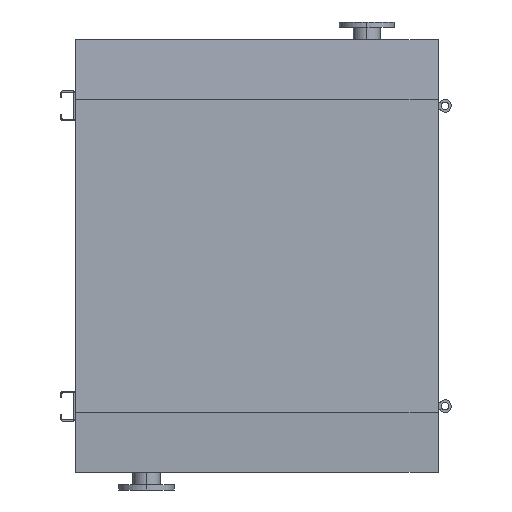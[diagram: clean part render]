
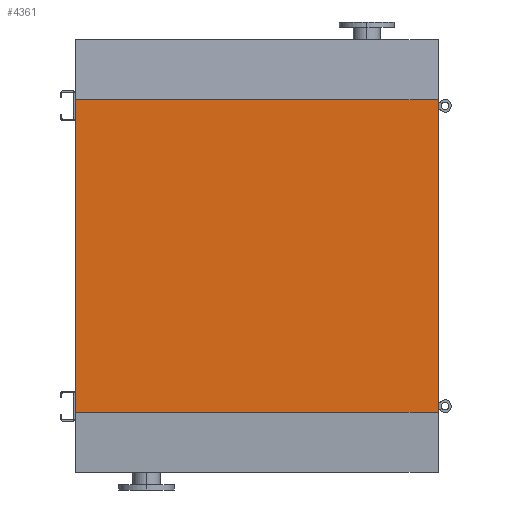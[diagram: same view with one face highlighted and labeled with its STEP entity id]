
A CAD part, front view. The second image highlights one B-rep face of the part: STEP entity #4361.
In plain terms, the highlighted planar face has unit normal (0, -1, 0).
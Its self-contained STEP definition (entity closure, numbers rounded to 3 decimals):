
#279 = VECTOR ( 'NONE', #4832, 1000. ) ;
#295 = EDGE_CURVE ( 'NONE', #6089, #3747, #2043, .T. ) ;
#385 = CARTESIAN_POINT ( 'NONE',  ( -725., 0., -1250. ) ) ;
#389 = LINE ( 'NONE', #2642, #279 ) ;
#405 = DIRECTION ( 'NONE',  ( 1., 0., 0. ) ) ;
#629 = ORIENTED_EDGE ( 'NONE', *, *, #295, .T. ) ;
#957 = CARTESIAN_POINT ( 'NONE',  ( -725., 0., 0. ) ) ;
#969 = EDGE_CURVE ( 'NONE', #6089, #6602, #3705, .T. ) ;
#1387 = ORIENTED_EDGE ( 'NONE', *, *, #969, .F. ) ;
#1471 = DIRECTION ( 'NONE',  ( 0., 0., 1. ) ) ;
#1511 = LINE ( 'NONE', #957, #3099 ) ;
#1796 = EDGE_CURVE ( 'NONE', #6602, #6854, #1511, .T. ) ;
#1798 = EDGE_LOOP ( 'NONE', ( #6374, #1387, #629, #4292 ) ) ;
#2043 = LINE ( 'NONE', #385, #6004 ) ;
#2642 = CARTESIAN_POINT ( 'NONE',  ( 725., 0., -1250. ) ) ;
#2701 = DIRECTION ( 'NONE',  ( 0., -1., 0. ) ) ;
#3099 = VECTOR ( 'NONE', #405, 1000. ) ;
#3705 = LINE ( 'NONE', #5462, #5428 ) ;
#3747 = VERTEX_POINT ( 'NONE', #6683 ) ;
#3763 = DIRECTION ( 'NONE',  ( 0., 0., -1. ) ) ;
#4210 = CARTESIAN_POINT ( 'NONE',  ( 725., 0., 0. ) ) ;
#4292 = ORIENTED_EDGE ( 'NONE', *, *, #5045, .T. ) ;
#4361 = ADVANCED_FACE ( 'NONE', ( #5553 ), #6610, .T. ) ;
#4696 = AXIS2_PLACEMENT_3D ( 'NONE', #4897, #2701, #3763 ) ;
#4832 = DIRECTION ( 'NONE',  ( 0., 0., 1. ) ) ;
#4897 = CARTESIAN_POINT ( 'NONE',  ( -725., 0., -1250. ) ) ;
#4934 = DIRECTION ( 'NONE',  ( 1., 0., 0. ) ) ;
#5045 = EDGE_CURVE ( 'NONE', #3747, #6854, #389, .T. ) ;
#5109 = CARTESIAN_POINT ( 'NONE',  ( -725., 0., 0. ) ) ;
#5135 = CARTESIAN_POINT ( 'NONE',  ( -725., 0., -1250. ) ) ;
#5428 = VECTOR ( 'NONE', #1471, 1000. ) ;
#5462 = CARTESIAN_POINT ( 'NONE',  ( -725., 0., -1250. ) ) ;
#5553 = FACE_OUTER_BOUND ( 'NONE', #1798, .T. ) ;
#6004 = VECTOR ( 'NONE', #4934, 1000. ) ;
#6089 = VERTEX_POINT ( 'NONE', #5135 ) ;
#6374 = ORIENTED_EDGE ( 'NONE', *, *, #1796, .F. ) ;
#6602 = VERTEX_POINT ( 'NONE', #5109 ) ;
#6610 = PLANE ( 'NONE',  #4696 ) ;
#6683 = CARTESIAN_POINT ( 'NONE',  ( 725., 0., -1250. ) ) ;
#6854 = VERTEX_POINT ( 'NONE', #4210 ) ;
